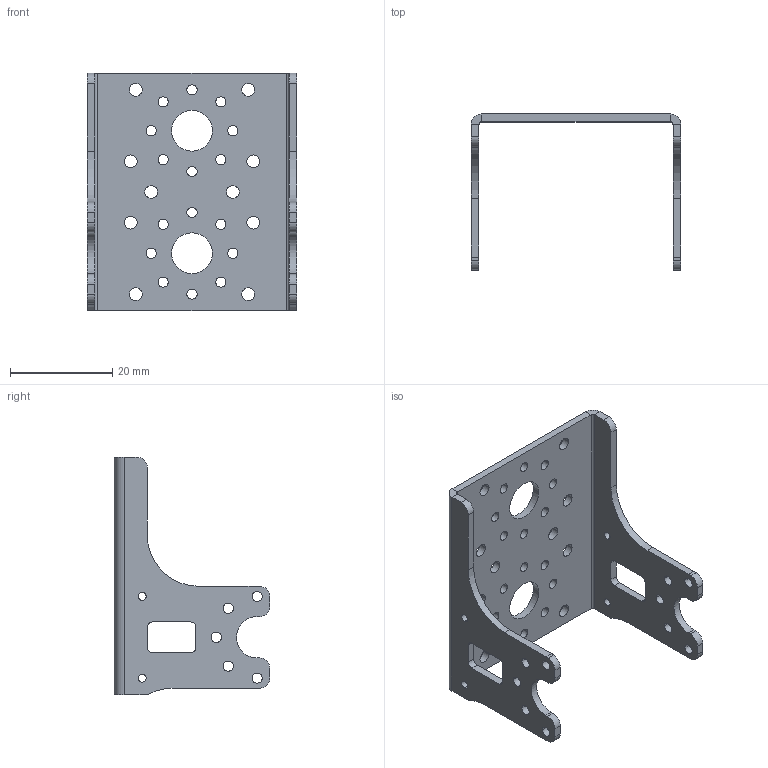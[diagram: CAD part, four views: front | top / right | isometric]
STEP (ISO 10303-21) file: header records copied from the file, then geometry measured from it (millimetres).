
FILE_DESCRIPTION((''),'2;1');
FILE_NAME('FR12-H104','2017-08-31T',('kimdolyang'),(''),'PRO/ENGINEER BY PARAMETRIC TECHNOLOGY CORPORATION, 2013410','PRO/ENGINEER BY PARAMETRIC TECHNOLOGY CORPORATION, 2013410','');
FILE_SCHEMA(('CONFIG_CONTROL_DESIGN'));
Length unit declared in the file: millimetre
Products named in the file (1): FR12-H104
Bounding box: 41 x 30.5 x 46.5 mm (x, y, z)
Volume: 4314.6 mm3; surface area: 6741.7 mm2
Topology: 1 solids, 1 shells, 154 faces, 440 edges, 288 vertices
Faces by surface type: cylinder 116, plane 38
Entity records: 5342 total; most frequent: DIRECTION 980, CARTESIAN_POINT 882, ORIENTED_EDGE 880, EDGE_CURVE 440, AXIS2_PLACEMENT_3D 386, VERTEX_POINT 288, EDGE_LOOP 242, CIRCLE 232
